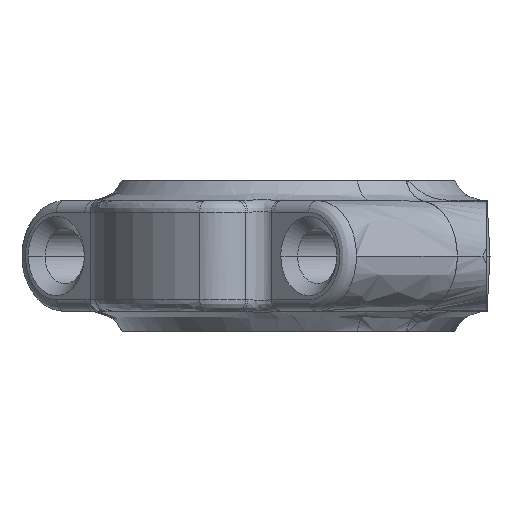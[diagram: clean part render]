
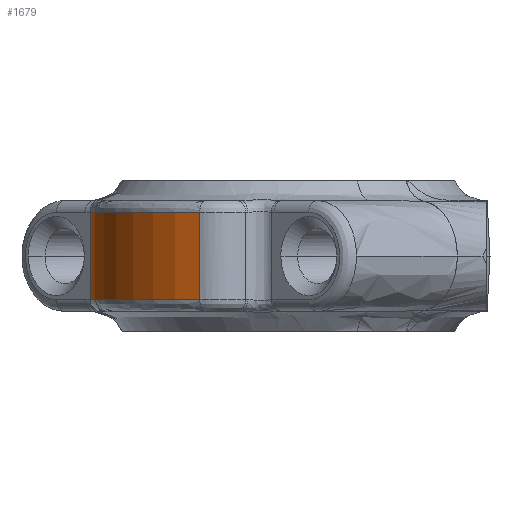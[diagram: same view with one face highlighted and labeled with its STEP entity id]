
A CAD part, front view. The second image highlights one B-rep face of the part: STEP entity #1679.
In plain terms, the highlighted free-form (B-spline) face has degree [2, 1] with [3, 2] control points.
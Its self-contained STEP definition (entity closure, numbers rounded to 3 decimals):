
#1679 = ADVANCED_FACE('',(#1680),#1734,.T.);
#1680 = FACE_BOUND('',#1681,.T.);
#1681 = EDGE_LOOP('',(#1682,#1695,#1702,#1713,#1721,#1728));
#1682 = ORIENTED_EDGE('',*,*,#1683,.T.);
#1683 = EDGE_CURVE('',#1684,#1686,#1688,.T.);
#1684 = VERTEX_POINT('',#1685);
#1685 = CARTESIAN_POINT('',(-49.549,-19.561,
    11.187));
#1686 = VERTEX_POINT('',#1687);
#1687 = CARTESIAN_POINT('',(-50.849,-8.136,
    11.328));
#1688 = B_SPLINE_CURVE_WITH_KNOTS('',3,(#1689,#1690,#1691,#1692,#1693,
    #1694),.UNSPECIFIED.,.F.,.F.,(4,2,4),(0.,0.006,
    0.011),.UNSPECIFIED.);
#1689 = CARTESIAN_POINT('',(-49.549,-19.561,
    11.187));
#1690 = CARTESIAN_POINT('',(-49.983,-17.681,
    11.187));
#1691 = CARTESIAN_POINT('',(-50.307,-15.789,
    11.198));
#1692 = CARTESIAN_POINT('',(-50.74,-11.981,
    11.244));
#1693 = CARTESIAN_POINT('',(-50.849,-10.064,
    11.279));
#1694 = CARTESIAN_POINT('',(-50.849,-8.136,
    11.328));
#1695 = ORIENTED_EDGE('',*,*,#1696,.T.);
#1696 = EDGE_CURVE('',#1686,#1697,#1699,.T.);
#1697 = VERTEX_POINT('',#1698);
#1698 = CARTESIAN_POINT('',(-50.849,-8.136,
    -11.328));
#1699 = B_SPLINE_CURVE_WITH_KNOTS('',1,(#1700,#1701),.UNSPECIFIED.,.F.,
  .F.,(2,2),(7.861,30.139),.PIECEWISE_BEZIER_KNOTS.);
#1700 = CARTESIAN_POINT('',(-50.849,-8.136,
    11.328));
#1701 = CARTESIAN_POINT('',(-50.849,-8.136,
    -11.328));
#1702 = ORIENTED_EDGE('',*,*,#1703,.T.);
#1703 = EDGE_CURVE('',#1697,#1704,#1706,.T.);
#1704 = VERTEX_POINT('',#1705);
#1705 = CARTESIAN_POINT('',(-49.549,-19.561,
    -11.187));
#1706 = B_SPLINE_CURVE_WITH_KNOTS('',3,(#1707,#1708,#1709,#1710,#1711,
    #1712),.UNSPECIFIED.,.F.,.F.,(4,2,4),(0.,
    0.006,0.011),.UNSPECIFIED.);
#1707 = CARTESIAN_POINT('',(-50.849,-8.136,
    -11.328));
#1708 = CARTESIAN_POINT('',(-50.849,-10.064,
    -11.279));
#1709 = CARTESIAN_POINT('',(-50.74,-11.981,
    -11.244));
#1710 = CARTESIAN_POINT('',(-50.307,-15.789,
    -11.198));
#1711 = CARTESIAN_POINT('',(-49.983,-17.681,
    -11.187));
#1712 = CARTESIAN_POINT('',(-49.549,-19.561,
    -11.187));
#1713 = ORIENTED_EDGE('',*,*,#1714,.T.);
#1714 = EDGE_CURVE('',#1704,#1715,#1717,.T.);
#1715 = VERTEX_POINT('',#1716);
#1716 = CARTESIAN_POINT('',(-22.76,-53.607,
    -11.187));
#1717 = ( BOUNDED_CURVE() B_SPLINE_CURVE(2,(#1718,#1719,#1720),
.UNSPECIFIED.,.F.,.F.) B_SPLINE_CURVE_WITH_KNOTS((3,3),(0.227,
1.107),.PIECEWISE_BEZIER_KNOTS.) CURVE() 
GEOMETRIC_REPRESENTATION_ITEM() RATIONAL_B_SPLINE_CURVE((1.,
0.905,1.)) REPRESENTATION_ITEM('') );
#1718 = CARTESIAN_POINT('',(-49.549,-19.561,
    -11.187));
#1719 = CARTESIAN_POINT('',(-44.17,-42.89,
    -11.187));
#1720 = CARTESIAN_POINT('',(-22.76,-53.607,
    -11.187));
#1721 = ORIENTED_EDGE('',*,*,#1722,.F.);
#1722 = EDGE_CURVE('',#1723,#1715,#1725,.T.);
#1723 = VERTEX_POINT('',#1724);
#1724 = CARTESIAN_POINT('',(-22.76,-53.607,
    11.187));
#1725 = B_SPLINE_CURVE_WITH_KNOTS('',1,(#1726,#1727),.UNSPECIFIED.,.F.,
  .F.,(2,2),(8.,30.),.PIECEWISE_BEZIER_KNOTS.);
#1726 = CARTESIAN_POINT('',(-22.76,-53.607,
    11.187));
#1727 = CARTESIAN_POINT('',(-22.76,-53.607,
    -11.187));
#1728 = ORIENTED_EDGE('',*,*,#1729,.T.);
#1729 = EDGE_CURVE('',#1723,#1684,#1730,.T.);
#1730 = ( BOUNDED_CURVE() B_SPLINE_CURVE(2,(#1731,#1732,#1733),
.UNSPECIFIED.,.F.,.F.) B_SPLINE_CURVE_WITH_KNOTS((3,3),(2.035,
2.915),.PIECEWISE_BEZIER_KNOTS.) CURVE() 
GEOMETRIC_REPRESENTATION_ITEM() RATIONAL_B_SPLINE_CURVE((1.,
0.905,1.)) REPRESENTATION_ITEM('') );
#1731 = CARTESIAN_POINT('',(-22.76,-53.607,
    11.187));
#1732 = CARTESIAN_POINT('',(-44.17,-42.89,
    11.187));
#1733 = CARTESIAN_POINT('',(-49.549,-19.561,
    11.187));
#1734 = ( BOUNDED_SURFACE() B_SPLINE_SURFACE(2,1,(
    (#1735,#1736)
    ,(#1737,#1738)
    ,(#1739,#1740
)),.UNSPECIFIED.,.F.,.F.,.F.) B_SPLINE_SURFACE_WITH_KNOTS((3,3),(2,2),(
    5.176,6.283),(7.861,30.139),
.PIECEWISE_BEZIER_KNOTS.) GEOMETRIC_REPRESENTATION_ITEM() 
RATIONAL_B_SPLINE_SURFACE((
    (1.,1.)
    ,(0.851,0.851)
,(1.,1.))) REPRESENTATION_ITEM('') SURFACE() );
#1735 = CARTESIAN_POINT('',(-22.76,-53.607,
    11.328));
#1736 = CARTESIAN_POINT('',(-22.76,-53.607,
    -11.328));
#1737 = CARTESIAN_POINT('',(-50.849,-39.547,
    11.328));
#1738 = CARTESIAN_POINT('',(-50.849,-39.547,
    -11.328));
#1739 = CARTESIAN_POINT('',(-50.849,-8.136,
    11.328));
#1740 = CARTESIAN_POINT('',(-50.849,-8.136,
    -11.328));
